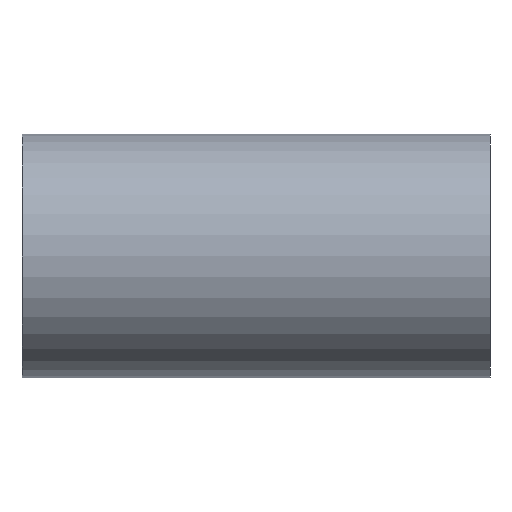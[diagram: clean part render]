
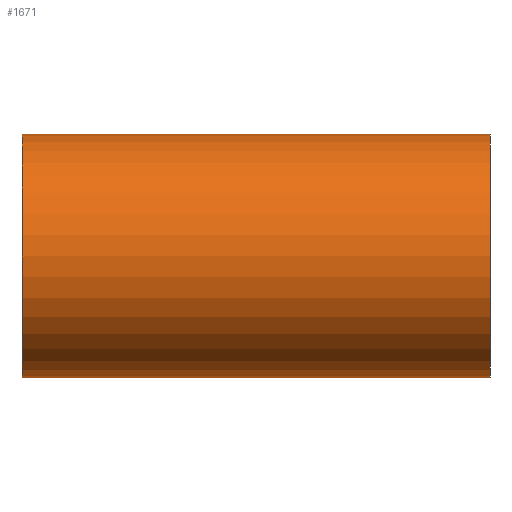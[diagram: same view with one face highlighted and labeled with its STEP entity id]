
A CAD part, left-side view. The second image highlights one B-rep face of the part: STEP entity #1671.
In plain terms, the highlighted cylindrical face has radius 52 mm (diameter 104 mm), a full revolution.
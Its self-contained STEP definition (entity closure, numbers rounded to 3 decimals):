
#1470=CARTESIAN_POINT('',(48.491,0.,-18.778));
#1471=VERTEX_POINT('',#1470);
#1550=CARTESIAN_POINT('',(48.491,0.,-18.778));
#1551=CARTESIAN_POINT('',(48.491,0.,-18.778));
#1552=CARTESIAN_POINT('',(48.491,0.,-18.778));
#1553=CARTESIAN_POINT('',(48.491,0.,-18.778));
#1554=CARTESIAN_POINT('',(48.491,1.099,-18.778));
#1555=CARTESIAN_POINT('',(48.538,2.563,-18.658));
#1556=CARTESIAN_POINT('',(48.695,4.72,-18.243));
#1557=CARTESIAN_POINT('',(48.878,6.485,-17.751));
#1558=CARTESIAN_POINT('',(49.165,8.497,-16.945));
#1559=CARTESIAN_POINT('',(49.507,10.412,-15.924));
#1560=CARTESIAN_POINT('',(49.853,12.046,-14.805));
#1561=CARTESIAN_POINT('',(50.113,13.142,-13.887));
#1562=CARTESIAN_POINT('',(50.373,14.176,-12.919));
#1563=CARTESIAN_POINT('',(50.707,15.421,-11.58));
#1564=CARTESIAN_POINT('',(51.073,16.66,-9.838));
#1565=CARTESIAN_POINT('',(51.357,17.569,-8.187));
#1566=CARTESIAN_POINT('',(51.608,18.347,-6.48));
#1567=CARTESIAN_POINT('',(51.829,19.004,-4.447));
#1568=CARTESIAN_POINT('',(51.942,19.334,-2.589));
#1569=CARTESIAN_POINT('',(52.006,19.518,-0.717));
#1570=CARTESIAN_POINT('',(52.006,19.519,0.942));
#1571=CARTESIAN_POINT('',(51.93,19.299,2.81));
#1572=CARTESIAN_POINT('',(51.836,19.025,4.201));
#1573=CARTESIAN_POINT('',(51.718,18.675,5.451));
#1574=CARTESIAN_POINT('',(51.614,18.361,6.338));
#1575=CARTESIAN_POINT('',(51.444,17.841,7.645));
#1576=CARTESIAN_POINT('',(51.155,16.94,9.444));
#1577=CARTESIAN_POINT('',(50.667,15.285,11.771));
#1578=CARTESIAN_POINT('',(50.147,13.322,13.806));
#1579=CARTESIAN_POINT('',(49.713,11.425,15.268));
#1580=CARTESIAN_POINT('',(49.413,9.887,16.2));
#1581=CARTESIAN_POINT('',(49.264,9.037,16.645));
#1582=CARTESIAN_POINT('',(48.982,7.308,17.471));
#1583=CARTESIAN_POINT('',(48.734,5.333,18.142));
#1584=CARTESIAN_POINT('',(48.567,2.931,18.582));
#1585=CARTESIAN_POINT('',(48.505,1.476,18.742));
#1586=CARTESIAN_POINT('',(48.477,-0.484,18.813));
#1587=CARTESIAN_POINT('',(48.539,-2.679,18.655));
#1588=CARTESIAN_POINT('',(48.686,-4.6,18.267));
#1589=CARTESIAN_POINT('',(48.831,-6.,17.878));
#1590=CARTESIAN_POINT('',(48.971,-7.147,17.49));
#1591=CARTESIAN_POINT('',(49.236,-8.934,16.738));
#1592=CARTESIAN_POINT('',(49.627,-11.048,15.557));
#1593=CARTESIAN_POINT('',(50.142,-13.304,13.823));
#1594=CARTESIAN_POINT('',(50.58,-14.957,12.111));
#1595=CARTESIAN_POINT('',(50.89,-16.038,10.705));
#1596=CARTESIAN_POINT('',(51.046,-16.562,9.921));
#1597=CARTESIAN_POINT('',(51.32,-17.463,8.457));
#1598=CARTESIAN_POINT('',(51.599,-18.323,6.635));
#1599=CARTESIAN_POINT('',(51.869,-19.121,3.929));
#1600=CARTESIAN_POINT('',(52.006,-19.517,1.435));
#1601=CARTESIAN_POINT('',(52.007,-19.519,-0.923));
#1602=CARTESIAN_POINT('',(51.931,-19.3,-2.801));
#1603=CARTESIAN_POINT('',(51.806,-18.938,-4.645));
#1604=CARTESIAN_POINT('',(51.563,-18.214,-6.905));
#1605=CARTESIAN_POINT('',(51.154,-16.933,-9.451));
#1606=CARTESIAN_POINT('',(50.591,-15.031,-12.135));
#1607=CARTESIAN_POINT('',(50.009,-12.782,-14.302));
#1608=CARTESIAN_POINT('',(49.51,-10.429,-15.912));
#1609=CARTESIAN_POINT('',(49.168,-8.518,-16.936));
#1610=CARTESIAN_POINT('',(48.878,-6.481,-17.753));
#1611=CARTESIAN_POINT('',(48.659,-4.369,-18.341));
#1612=CARTESIAN_POINT('',(48.522,-2.204,-18.698));
#1613=CARTESIAN_POINT('',(48.491,-0.732,-18.778));
#1614=CARTESIAN_POINT('',(48.491,0.,-18.778));
#1615=B_SPLINE_CURVE_WITH_KNOTS('',3,(#1550,#1551,#1552,#1553,#1554,#1555,#1556,#1557,#1558,#1559,#1560,#1561,#1562,#1563,#1564,#1565,#1566,#1567,#1568,#1569,#1570,#1571,#1572,#1573,#1574,#1575,#1576,#1577,#1578,#1579,#1580,#1581,#1582,#1583,#1584,#1585,#1586,#1587,#1588,#1589,#1590,#1591,#1592,#1593,#1594,#1595,#1596,#1597,#1598,#1599,#1600,#1601,#1602,#1603,#1604,#1605,#1606,#1607,#1608,#1609,#1610,#1611,#1612,#1613,#1614),.UNSPECIFIED.,.T.,.U.,(4,3,1,1,1,1,1,1,1,1,1,1,1,1,1,1,1,1,1,1,1,1,1,1,1,1,1,1,1,1,1,1,1,1,1,1,1,1,1,1,1,1,1,1,1,1,1,1,1,1,1,1,1,1,1,1,1,1,1,1,4),(-10.638,-10.638,-10.353,-10.258,-10.068,-9.878,-9.688,-9.498,-9.355,-9.308,-9.118,-8.865,-8.738,-8.611,-8.358,-8.168,-8.105,-7.852,-7.725,-7.598,-7.472,-7.377,-7.345,-7.092,-6.838,-6.585,-6.332,-6.205,-6.11,-6.079,-5.699,-5.572,-5.445,-5.319,-5.066,-4.876,-4.812,-4.686,-4.559,-4.306,-4.052,-3.799,-3.673,-3.578,-3.546,-3.208,-3.039,-2.786,-2.533,-2.406,-2.279,-2.026,-1.773,-1.52,-1.14,-0.95,-0.76,-0.57,-0.38,-0.19,0.),.UNSPECIFIED.);
#1616=EDGE_CURVE('',#1471,#1471,#1615,.T.);
#1641=CARTESIAN_POINT('',(0.,0.,0.0));
#1642=DIRECTION('',(0.,-1.0,0.0));
#1643=DIRECTION('',(1.0,0.0,0.0));
#1644=AXIS2_PLACEMENT_3D('',#1641,#1642,#1643);
#1645=CYLINDRICAL_SURFACE('',#1644,52.0);
#1646=CARTESIAN_POINT('',(52.,-100.0,0.0));
#1647=VERTEX_POINT('',#1646);
#1648=CARTESIAN_POINT('',(0.,-100.,0.0));
#1649=DIRECTION('',(0.0,-1.0,0.0));
#1650=DIRECTION('',(1.0,0.0,0.0));
#1651=AXIS2_PLACEMENT_3D('',#1648,#1649,#1650);
#1652=CIRCLE('',#1651,52.0);
#1653=EDGE_CURVE('',#1647,#1647,#1652,.T.);
#1654=ORIENTED_EDGE('',*,*,#1653,.F.);
#1655=EDGE_LOOP('',(#1654));
#1656=FACE_OUTER_BOUND('',#1655,.T.);
#1657=CARTESIAN_POINT('',(52.,100.0,0.0));
#1658=VERTEX_POINT('',#1657);
#1659=CARTESIAN_POINT('',(0.,100.,0.0));
#1660=DIRECTION('',(0.0,-1.0,0.0));
#1661=DIRECTION('',(1.0,0.0,0.0));
#1662=AXIS2_PLACEMENT_3D('',#1659,#1660,#1661);
#1663=CIRCLE('',#1662,52.);
#1664=EDGE_CURVE('',#1658,#1658,#1663,.T.);
#1665=ORIENTED_EDGE('',*,*,#1664,.T.);
#1666=EDGE_LOOP('',(#1665));
#1667=FACE_BOUND('',#1666,.T.);
#1668=ORIENTED_EDGE('',*,*,#1616,.F.);
#1669=EDGE_LOOP('',(#1668));
#1670=FACE_BOUND('',#1669,.T.);
#1671=ADVANCED_FACE('',(#1656,#1667,#1670),#1645,.T.);
